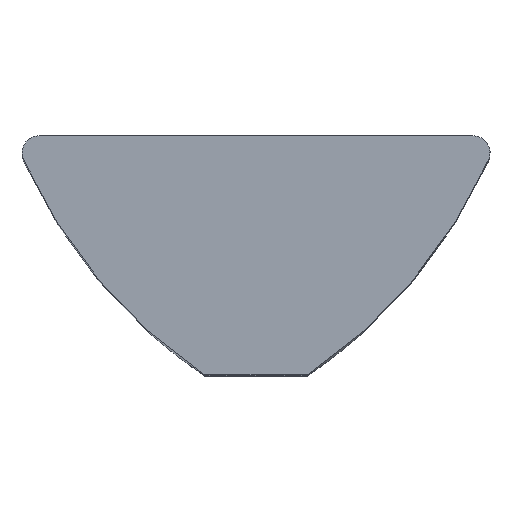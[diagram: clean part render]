
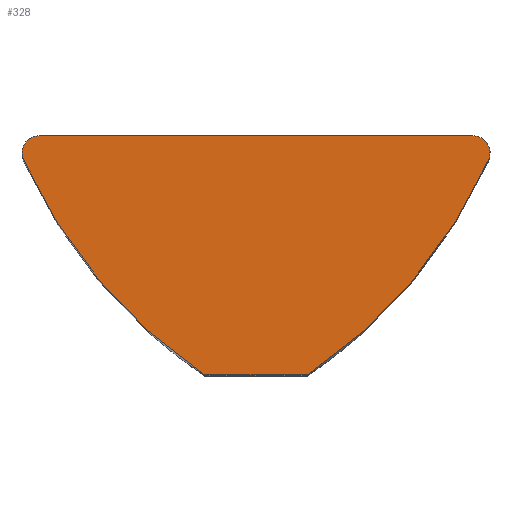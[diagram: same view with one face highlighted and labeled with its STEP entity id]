
A CAD part, top view. The second image highlights one B-rep face of the part: STEP entity #328.
In plain terms, the highlighted planar face has unit normal (0, 0, 1).
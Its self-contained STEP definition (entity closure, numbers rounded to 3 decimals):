
#7 = VERTEX_POINT ( 'NONE', #352 ) ;
#16 = EDGE_CURVE ( 'NONE', #290, #311, #361, .T. ) ;
#17 = DIRECTION ( 'NONE',  ( 0., 0., -1. ) ) ;
#31 = EDGE_CURVE ( 'NONE', #311, #619, #621, .T. ) ;
#32 = DIRECTION ( 'NONE',  ( 0., 0., 1. ) ) ;
#46 = EDGE_CURVE ( 'NONE', #619, #284, #589, .T. ) ;
#84 = FACE_OUTER_BOUND ( 'NONE', #140, .T. ) ;
#88 = CARTESIAN_POINT ( 'NONE',  ( -6.35, -0.5, 22. ) ) ;
#127 = CARTESIAN_POINT ( 'NONE',  ( -1.5, -7., 22. ) ) ;
#140 = EDGE_LOOP ( 'NONE', ( #531, #596, #549, #632, #598, #648, #649 ) ) ;
#185 = DIRECTION ( 'NONE',  ( -1., 0., 0. ) ) ;
#197 = AXIS2_PLACEMENT_3D ( 'NONE', #663, #274, #592 ) ;
#203 = VERTEX_POINT ( 'NONE', #223 ) ;
#211 = AXIS2_PLACEMENT_3D ( 'NONE', #679, #286, #604 ) ;
#220 = PLANE ( 'NONE',  #499 ) ;
#223 = CARTESIAN_POINT ( 'NONE',  ( -6.35, 0., 22. ) ) ;
#232 = CARTESIAN_POINT ( 'NONE',  ( 6.35, 0., 22. ) ) ;
#240 = AXIS2_PLACEMENT_3D ( 'NONE', #380, #32, #326 ) ;
#252 = CARTESIAN_POINT ( 'NONE',  ( 1.5, -7., 22. ) ) ;
#256 = DIRECTION ( 'NONE',  ( 1., 0., 0. ) ) ;
#258 = DIRECTION ( 'NONE',  ( 1., 0., 0. ) ) ;
#274 = DIRECTION ( 'NONE',  ( 0., 0., 1. ) ) ;
#275 = CARTESIAN_POINT ( 'NONE',  ( 6.806, -0.705, 22. ) ) ;
#284 = VERTEX_POINT ( 'NONE', #275 ) ;
#286 = DIRECTION ( 'NONE',  ( 0., 0., 1. ) ) ;
#290 = VERTEX_POINT ( 'NONE', #593 ) ;
#302 = CARTESIAN_POINT ( 'NONE',  ( 6.876, 5.444, 22. ) ) ;
#311 = VERTEX_POINT ( 'NONE', #127 ) ;
#326 = DIRECTION ( 'NONE',  ( 1., 0., 0. ) ) ;
#328 = ADVANCED_FACE ( 'NONE', ( #84 ), #220, .F. ) ;
#332 = CIRCLE ( 'NONE', #431, 0.5 ) ;
#346 = CARTESIAN_POINT ( 'NONE',  ( 6.35, 0., 22. ) ) ;
#352 = CARTESIAN_POINT ( 'NONE',  ( -6.85, -0.5, 22. ) ) ;
#361 = CIRCLE ( 'NONE', #529, 15. ) ;
#380 = CARTESIAN_POINT ( 'NONE',  ( -6.35, -0.5, 22. ) ) ;
#398 = DIRECTION ( 'NONE',  ( 1., 0., 0. ) ) ;
#431 = AXIS2_PLACEMENT_3D ( 'NONE', #88, #633, #256 ) ;
#443 = CARTESIAN_POINT ( 'NONE',  ( 1.5, -7., 22. ) ) ;
#499 = AXIS2_PLACEMENT_3D ( 'NONE', #662, #17, #530 ) ;
#529 = AXIS2_PLACEMENT_3D ( 'NONE', #302, #634, #258 ) ;
#530 = DIRECTION ( 'NONE',  ( -1., 0., 0. ) ) ;
#531 = ORIENTED_EDGE ( 'NONE', *, *, #674, .T. ) ;
#534 = CIRCLE ( 'NONE', #197, 0.5 ) ;
#539 = EDGE_CURVE ( 'NONE', #7, #290, #332, .T. ) ;
#549 = ORIENTED_EDGE ( 'NONE', *, *, #640, .T. ) ;
#589 = CIRCLE ( 'NONE', #211, 15. ) ;
#592 = DIRECTION ( 'NONE',  ( -1., 0., 0. ) ) ;
#593 = CARTESIAN_POINT ( 'NONE',  ( -6.806, -0.705, 22. ) ) ;
#596 = ORIENTED_EDGE ( 'NONE', *, *, #652, .T. ) ;
#598 = ORIENTED_EDGE ( 'NONE', *, *, #16, .T. ) ;
#604 = DIRECTION ( 'NONE',  ( -1., 0., 0. ) ) ;
#614 = VECTOR ( 'NONE', #185, 1000. ) ;
#619 = VERTEX_POINT ( 'NONE', #443 ) ;
#621 = LINE ( 'NONE', #252, #653 ) ;
#632 = ORIENTED_EDGE ( 'NONE', *, *, #539, .T. ) ;
#633 = DIRECTION ( 'NONE',  ( 0., 0., 1. ) ) ;
#634 = DIRECTION ( 'NONE',  ( 0., 0., 1. ) ) ;
#640 = EDGE_CURVE ( 'NONE', #203, #7, #645, .T. ) ;
#645 = CIRCLE ( 'NONE', #240, 0.5 ) ;
#648 = ORIENTED_EDGE ( 'NONE', *, *, #31, .T. ) ;
#649 = ORIENTED_EDGE ( 'NONE', *, *, #46, .T. ) ;
#652 = EDGE_CURVE ( 'NONE', #665, #203, #683, .T. ) ;
#653 = VECTOR ( 'NONE', #398, 1000. ) ;
#662 = CARTESIAN_POINT ( 'NONE',  ( 6.35, -0.5, 22. ) ) ;
#663 = CARTESIAN_POINT ( 'NONE',  ( 6.35, -0.5, 22. ) ) ;
#665 = VERTEX_POINT ( 'NONE', #346 ) ;
#674 = EDGE_CURVE ( 'NONE', #284, #665, #534, .T. ) ;
#679 = CARTESIAN_POINT ( 'NONE',  ( -6.876, 5.444, 22. ) ) ;
#683 = LINE ( 'NONE', #232, #614 ) ;
